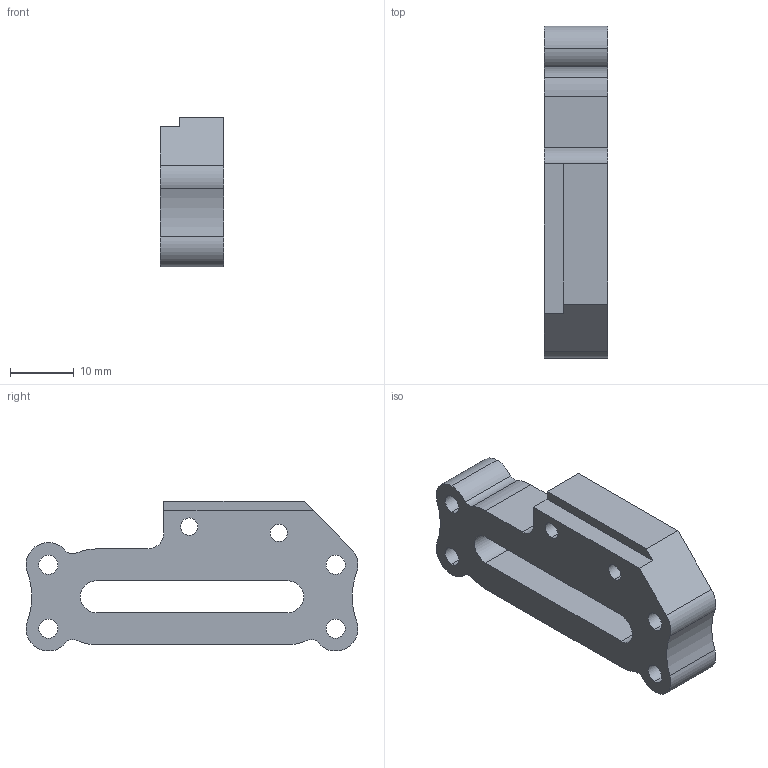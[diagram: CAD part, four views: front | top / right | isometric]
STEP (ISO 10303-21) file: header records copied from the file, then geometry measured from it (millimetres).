
FILE_DESCRIPTION (( 'STEP AP203' ), '1' );
FILE_NAME ('Sus.Mount.STEP', '2024-07-11T18:36:30', ( '微软用户' ), ( '微软中国' ), 'SwSTEP 2.0', 'SolidWorks 2023', '' );
FILE_SCHEMA (( 'CONFIG_CONTROL_DESIGN' ));
Length unit declared in the file: millimetre
Products named in the file (1): Sus.Mount
Bounding box: 10 x 52 x 23.5 mm (x, y, z)
Volume: 7451 mm3; surface area: 4245 mm2
Topology: 1 solids, 1 shells, 41 faces, 117 edges, 78 vertices
Faces by surface type: cylinder 30, plane 11
Entity records: 1476 total; most frequent: DIRECTION 261, CARTESIAN_POINT 237, ORIENTED_EDGE 234, EDGE_CURVE 117, AXIS2_PLACEMENT_3D 102, VERTEX_POINT 78, CIRCLE 60, LINE 57
